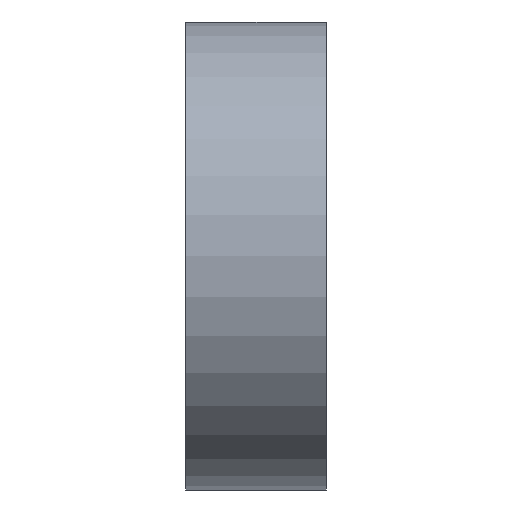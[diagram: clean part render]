
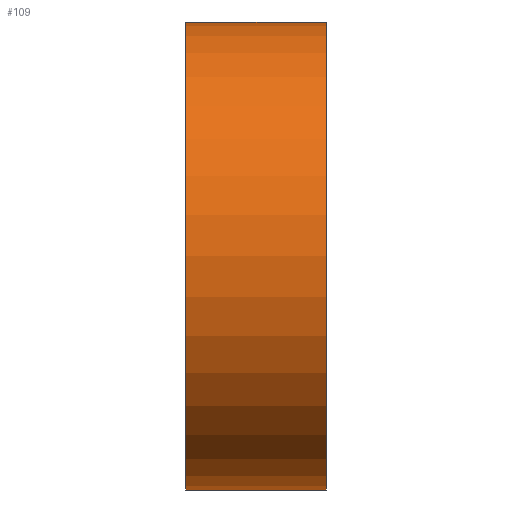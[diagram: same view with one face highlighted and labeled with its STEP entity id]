
A CAD part, left-side view. The second image highlights one B-rep face of the part: STEP entity #109.
In plain terms, the highlighted cylindrical face has radius 50 mm (diameter 100 mm), a partial arc.
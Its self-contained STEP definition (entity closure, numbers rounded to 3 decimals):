
#12 = VERTEX_POINT ( 'NONE', #99 ) ;
#24 = VECTOR ( 'NONE', #203, 1000. ) ;
#30 = CARTESIAN_POINT ( 'NONE',  ( 0., 0., 50. ) ) ;
#44 = CYLINDRICAL_SURFACE ( 'NONE', #261, 50. ) ;
#53 = ORIENTED_EDGE ( 'NONE', *, *, #380, .F. ) ;
#71 = CARTESIAN_POINT ( 'NONE',  ( 0., 30., 0. ) ) ;
#73 = AXIS2_PLACEMENT_3D ( 'NONE', #355, #227, #316 ) ;
#76 = DIRECTION ( 'NONE',  ( 0., -1., 0. ) ) ;
#78 = CARTESIAN_POINT ( 'NONE',  ( 0., 30., 0. ) ) ;
#99 = CARTESIAN_POINT ( 'NONE',  ( 0., 30., 50. ) ) ;
#109 = ADVANCED_FACE ( 'NONE', ( #170 ), #44, .T. ) ;
#114 = DIRECTION ( 'NONE',  ( 0., -1., 0. ) ) ;
#127 = DIRECTION ( 'NONE',  ( 0., 1., 0. ) ) ;
#134 = EDGE_CURVE ( 'NONE', #186, #260, #253, .T. ) ;
#139 = CIRCLE ( 'NONE', #73, 50. ) ;
#151 = EDGE_LOOP ( 'NONE', ( #204, #327, #53, #321 ) ) ;
#152 = CARTESIAN_POINT ( 'NONE',  ( 0., 0., -50. ) ) ;
#161 = EDGE_CURVE ( 'NONE', #260, #268, #139, .T. ) ;
#168 = CARTESIAN_POINT ( 'NONE',  ( 0., 30., 50. ) ) ;
#170 = FACE_OUTER_BOUND ( 'NONE', #151, .T. ) ;
#186 = VERTEX_POINT ( 'NONE', #344 ) ;
#191 = DIRECTION ( 'NONE',  ( 0., 0., 1. ) ) ;
#194 = CARTESIAN_POINT ( 'NONE',  ( 0., 30., -50. ) ) ;
#203 = DIRECTION ( 'NONE',  ( 0., -1., 0. ) ) ;
#204 = ORIENTED_EDGE ( 'NONE', *, *, #161, .T. ) ;
#224 = EDGE_CURVE ( 'NONE', #12, #268, #230, .T. ) ;
#227 = DIRECTION ( 'NONE',  ( 0., 1., 0. ) ) ;
#230 = LINE ( 'NONE', #168, #338 ) ;
#232 = AXIS2_PLACEMENT_3D ( 'NONE', #71, #127, #191 ) ;
#253 = LINE ( 'NONE', #194, #24 ) ;
#260 = VERTEX_POINT ( 'NONE', #152 ) ;
#261 = AXIS2_PLACEMENT_3D ( 'NONE', #78, #114, #284 ) ;
#268 = VERTEX_POINT ( 'NONE', #30 ) ;
#284 = DIRECTION ( 'NONE',  ( 0., 0., -1. ) ) ;
#316 = DIRECTION ( 'NONE',  ( 0., 0., 1. ) ) ;
#321 = ORIENTED_EDGE ( 'NONE', *, *, #134, .T. ) ;
#327 = ORIENTED_EDGE ( 'NONE', *, *, #224, .F. ) ;
#338 = VECTOR ( 'NONE', #76, 1000. ) ;
#344 = CARTESIAN_POINT ( 'NONE',  ( 0., 30., -50. ) ) ;
#355 = CARTESIAN_POINT ( 'NONE',  ( 0., 0., 0. ) ) ;
#358 = CIRCLE ( 'NONE', #232, 50. ) ;
#380 = EDGE_CURVE ( 'NONE', #186, #12, #358, .T. ) ;
